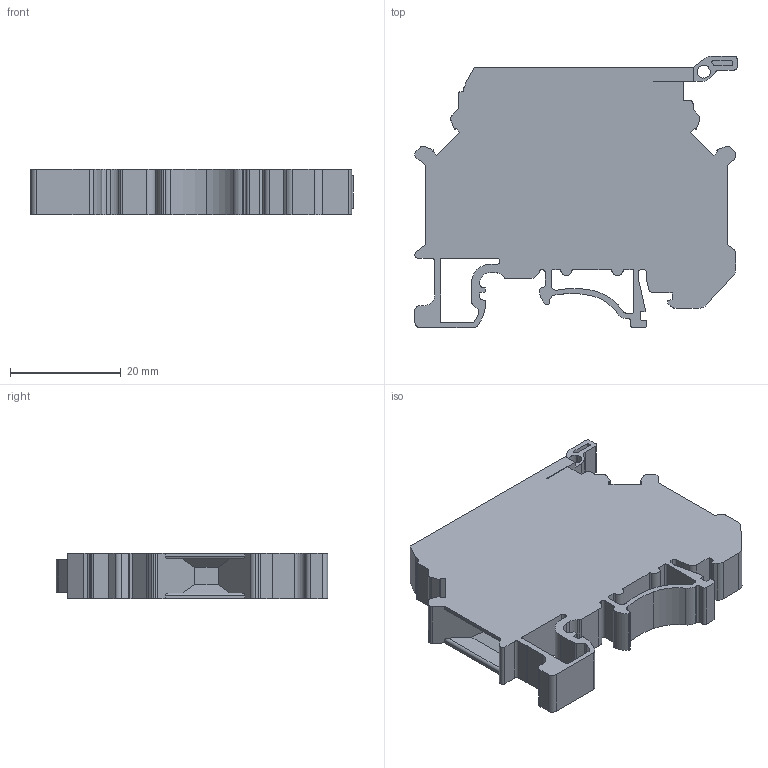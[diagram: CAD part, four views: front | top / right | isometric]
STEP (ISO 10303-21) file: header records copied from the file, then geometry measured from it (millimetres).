
FILE_DESCRIPTION( ('This file contains a STEP AP42 implementation' ,'as created by ZW3D STEP Interface translator.') ,'2;1' );
FILE_NAME( 'RUT4-HESI傷赽耀倰.stp' ,'23 4 8. 84219', (''), ('ZWCAD Software Co.'), 'Version 1.0', 'ZW3D to STEP translator', '' );
FILE_SCHEMA(('AUTOMOTIVE_DESIGN { 1 0 10303 214 1 1 1 1 }'));
Length unit declared in the file: millimetre
Products named in the file (2): 0; RTB4-HESI傷赽耀倰
Bounding box: 58.27 x 49.11 x 8.15 mm (x, y, z)
Volume: 15300.2 mm3; surface area: 7834.5 mm2
Topology: 1 solids, 1 shells, 253 faces, 730 edges, 486 vertices
Faces by surface type: plane 145, cylinder 108
Full cylindrical faces by diameter (mm): 3.7 x2, 4.1 x3
Entity records: 8662 total; most frequent: CARTESIAN_POINT 1476, DIRECTION 1460, ORIENTED_EDGE 1460, EDGE_CURVE 730, VECTOR 506, LINE 506, VERTEX_POINT 486, AXIS2_PLACEMENT_3D 477
